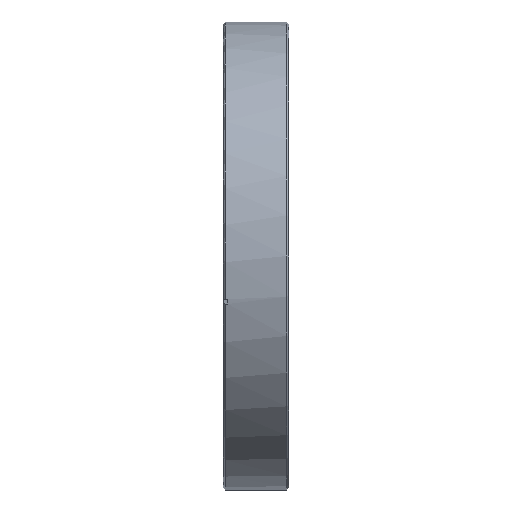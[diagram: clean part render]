
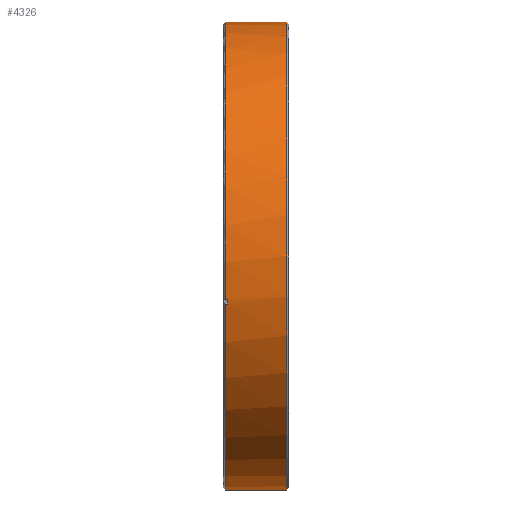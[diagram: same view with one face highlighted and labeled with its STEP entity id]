
A CAD part, front view. The second image highlights one B-rep face of the part: STEP entity #4326.
In plain terms, the highlighted cylindrical face has radius 75.819 mm (diameter 151.638 mm), a partial arc.
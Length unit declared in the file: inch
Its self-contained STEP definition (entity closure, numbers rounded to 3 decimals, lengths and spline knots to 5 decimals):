
#47 = VECTOR ( 'NONE', #1631, 39.37008 ) ;
#98 = ORIENTED_EDGE ( 'NONE', *, *, #2879, .F. ) ;
#156 = LINE ( 'NONE', #2785, #1326 ) ;
#189 = ORIENTED_EDGE ( 'NONE', *, *, #3703, .T. ) ;
#194 = DIRECTION ( 'NONE',  ( 0., 0., 1. ) ) ;
#204 = EDGE_CURVE ( 'NONE', #2136, #2734, #4056, .T. ) ;
#207 = CARTESIAN_POINT ( 'NONE',  ( 0.03, -2.92144, -0.61272 ) ) ;
#210 = VERTEX_POINT ( 'NONE', #1611 ) ;
#292 = CARTESIAN_POINT ( 'NONE',  ( 0.062, -2.93353, -0.55191 ) ) ;
#357 = CARTESIAN_POINT ( 'NONE',  ( 0.062, -2.92144, -0.61272 ) ) ;
#377 = AXIS2_PLACEMENT_3D ( 'NONE', #1077, #4176, #1366 ) ;
#490 = DIRECTION ( 'NONE',  ( -1., 0., 0. ) ) ;
#493 = CARTESIAN_POINT ( 'NONE',  ( 0., 0., 0. ) ) ;
#615 = ORIENTED_EDGE ( 'NONE', *, *, #711, .F. ) ;
#711 = EDGE_CURVE ( 'NONE', #1998, #1696, #156, .T. ) ;
#875 = ORIENTED_EDGE ( 'NONE', *, *, #4037, .T. ) ;
#946 = DIRECTION ( 'NONE',  ( 0., 0., -1. ) ) ;
#1077 = CARTESIAN_POINT ( 'NONE',  ( 0.81, 0., 0. ) ) ;
#1152 = VERTEX_POINT ( 'NONE', #1741 ) ;
#1178 = DIRECTION ( 'NONE',  ( 0., 0., 1. ) ) ;
#1265 = ORIENTED_EDGE ( 'NONE', *, *, #3305, .T. ) ;
#1296 = CARTESIAN_POINT ( 'NONE',  ( 0.03, 0., 0. ) ) ;
#1326 = VECTOR ( 'NONE', #490, 39.37008 ) ;
#1366 = DIRECTION ( 'NONE',  ( 0., 0., 1. ) ) ;
#1392 = EDGE_CURVE ( 'NONE', #210, #4330, #3401, .T. ) ;
#1611 = CARTESIAN_POINT ( 'NONE',  ( 0.062, -2.92144, -0.61272 ) ) ;
#1631 = DIRECTION ( 'NONE',  ( -1., 0., 0. ) ) ;
#1638 = CIRCLE ( 'NONE', #377, 2.985 ) ;
#1694 = DIRECTION ( 'NONE',  ( -1., 0., 0. ) ) ;
#1696 = VERTEX_POINT ( 'NONE', #3689 ) ;
#1723 = ORIENTED_EDGE ( 'NONE', *, *, #3666, .T. ) ;
#1741 = CARTESIAN_POINT ( 'NONE',  ( 0.81, 0., 2.985 ) ) ;
#1784 = CARTESIAN_POINT ( 'NONE',  ( 0., 0., 2.985 ) ) ;
#1794 = DIRECTION ( 'NONE',  ( -1., 0., 0. ) ) ;
#1864 = FACE_OUTER_BOUND ( 'NONE', #4059, .T. ) ;
#1998 = VERTEX_POINT ( 'NONE', #3549 ) ;
#2012 = DIRECTION ( 'NONE',  ( 1., 0., 0. ) ) ;
#2066 = CIRCLE ( 'NONE', #3064, 2.985 ) ;
#2136 = VERTEX_POINT ( 'NONE', #3406 ) ;
#2264 = ORIENTED_EDGE ( 'NONE', *, *, #204, .F. ) ;
#2272 = CIRCLE ( 'NONE', #2761, 2.985 ) ;
#2311 = VECTOR ( 'NONE', #1694, 39.37008 ) ;
#2607 = DIRECTION ( 'NONE',  ( -1., 0., 0. ) ) ;
#2672 = DIRECTION ( 'NONE',  ( 0., 0., -1. ) ) ;
#2734 = VERTEX_POINT ( 'NONE', #3865 ) ;
#2761 = AXIS2_PLACEMENT_3D ( 'NONE', #3235, #2607, #194 ) ;
#2785 = CARTESIAN_POINT ( 'NONE',  ( 0., 0., -2.985 ) ) ;
#2823 = LINE ( 'NONE', #1784, #2910 ) ;
#2879 = EDGE_CURVE ( 'NONE', #210, #2136, #2272, .T. ) ;
#2910 = VECTOR ( 'NONE', #3841, 39.37008 ) ;
#3064 = AXIS2_PLACEMENT_3D ( 'NONE', #4006, #2012, #946 ) ;
#3074 = VERTEX_POINT ( 'NONE', #3899 ) ;
#3235 = CARTESIAN_POINT ( 'NONE',  ( 0.062, 0., 0. ) ) ;
#3305 = EDGE_CURVE ( 'NONE', #1152, #3074, #2823, .T. ) ;
#3313 = AXIS2_PLACEMENT_3D ( 'NONE', #1296, #4361, #2672 ) ;
#3401 = LINE ( 'NONE', #357, #2311 ) ;
#3406 = CARTESIAN_POINT ( 'NONE',  ( 0.062, -2.93353, -0.55191 ) ) ;
#3549 = CARTESIAN_POINT ( 'NONE',  ( 0.81, 0., -2.985 ) ) ;
#3666 = EDGE_CURVE ( 'NONE', #3074, #2734, #2066, .T. ) ;
#3689 = CARTESIAN_POINT ( 'NONE',  ( 0.03, 0., -2.985 ) ) ;
#3703 = EDGE_CURVE ( 'NONE', #1998, #1152, #1638, .T. ) ;
#3800 = ORIENTED_EDGE ( 'NONE', *, *, #1392, .T. ) ;
#3841 = DIRECTION ( 'NONE',  ( -1., 0., 0. ) ) ;
#3857 = CYLINDRICAL_SURFACE ( 'NONE', #4329, 2.985 ) ;
#3865 = CARTESIAN_POINT ( 'NONE',  ( 0.03, -2.93353, -0.55191 ) ) ;
#3899 = CARTESIAN_POINT ( 'NONE',  ( 0.03, 0., 2.985 ) ) ;
#4006 = CARTESIAN_POINT ( 'NONE',  ( 0.03, 0., 0. ) ) ;
#4037 = EDGE_CURVE ( 'NONE', #4330, #1696, #4394, .T. ) ;
#4056 = LINE ( 'NONE', #292, #47 ) ;
#4059 = EDGE_LOOP ( 'NONE', ( #615, #189, #1265, #1723, #2264, #98, #3800, #875 ) ) ;
#4176 = DIRECTION ( 'NONE',  ( -1., 0., 0. ) ) ;
#4326 = ADVANCED_FACE ( 'NONE', ( #1864 ), #3857, .T. ) ;
#4329 = AXIS2_PLACEMENT_3D ( 'NONE', #493, #1794, #1178 ) ;
#4330 = VERTEX_POINT ( 'NONE', #207 ) ;
#4361 = DIRECTION ( 'NONE',  ( 1., 0., 0. ) ) ;
#4394 = CIRCLE ( 'NONE', #3313, 2.985 ) ;
